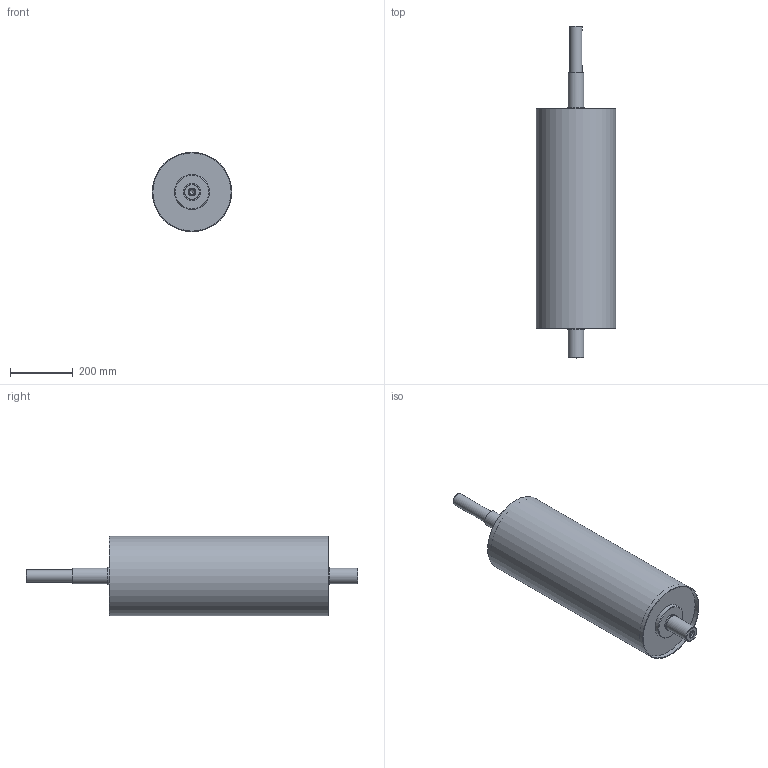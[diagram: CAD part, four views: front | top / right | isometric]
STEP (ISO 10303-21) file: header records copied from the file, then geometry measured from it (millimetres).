
FILE_DESCRIPTION((''),'2;1');
FILE_NAME('RHAF25065000_B.stp','2016-11-09T11:48:06',('PH'),(''),'Autodesk Inventor 2013','Autodesk Inventor 2013','');
FILE_SCHEMA(('CONFIG_CONTROL_DESIGN'));
Length unit declared in the file: millimetre
Products named in the file (1): RHAF25065000
Bounding box: 254 x 1060 x 254 mm (x, y, z)
Volume: 34871968.5 mm3; surface area: 749835.1 mm2
Topology: 1 solids, 1 shells, 42 faces, 80 edges, 52 vertices
Faces by surface type: plane 16, cylinder 16, cone 10
Full cylindrical faces by diameter (mm): 13.835 x2, 17 x2, 40 x1, 50 x2, 55 x2, 112 x2, 250 x2, 254 x1
Entity records: 976 total; most frequent: DIRECTION 170, CARTESIAN_POINT 169, ORIENTED_EDGE 96, AXIS2_PLACEMENT_3D 81, EDGE_LOOP 78, EDGE_CURVE 48, VERTEX_POINT 44, FACE_OUTER_BOUND 42
